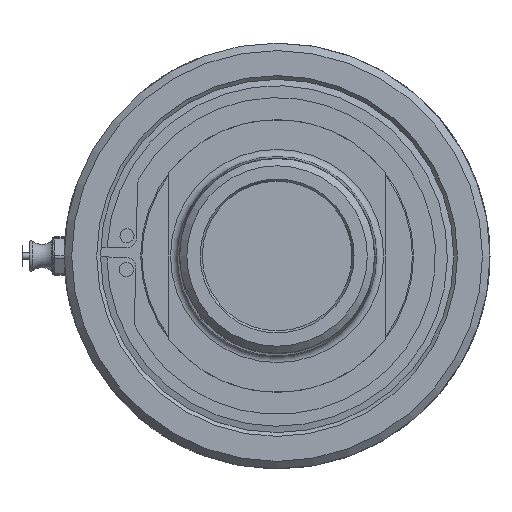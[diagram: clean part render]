
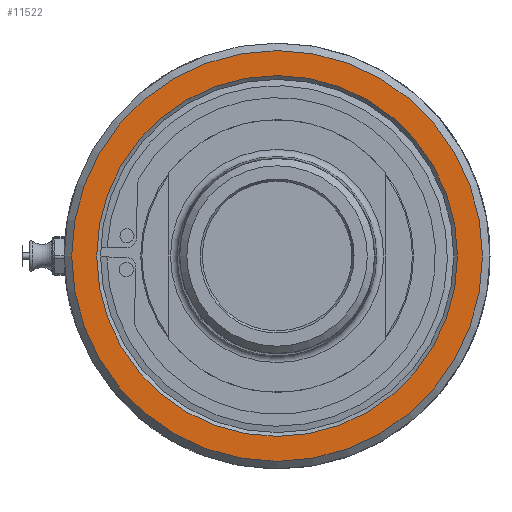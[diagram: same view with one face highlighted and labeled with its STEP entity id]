
A CAD part, left-side view. The second image highlights one B-rep face of the part: STEP entity #11522.
In plain terms, the highlighted planar face has unit normal (-1, 0, 0).
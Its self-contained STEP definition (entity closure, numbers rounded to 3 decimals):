
#1125=PLANE('',#12319);
#1240=FACE_BOUND('',#2989,.T.);
#2305=FACE_OUTER_BOUND('',#2988,.T.);
#2988=EDGE_LOOP('',(#10492));
#2989=EDGE_LOOP('',(#10493));
#3456=CIRCLE('',#12318,43.65);
#3457=CIRCLE('',#12320,38.34);
#5779=VERTEX_POINT('',#78288);
#5780=VERTEX_POINT('',#78292);
#7368=EDGE_CURVE('',#5779,#5779,#3456,.T.);
#7369=EDGE_CURVE('',#5780,#5780,#3457,.T.);
#10492=ORIENTED_EDGE('',*,*,#7368,.F.);
#10493=ORIENTED_EDGE('',*,*,#7369,.F.);
#11522=ADVANCED_FACE('',(#2305,#1240),#1125,.T.);
#12318=AXIS2_PLACEMENT_3D('',#78290,#14467,#14468);
#12319=AXIS2_PLACEMENT_3D('',#78291,#14469,#14470);
#12320=AXIS2_PLACEMENT_3D('',#78293,#14471,#14472);
#14467=DIRECTION('center_axis',(1.,0.,0.));
#14468=DIRECTION('ref_axis',(0.,0.,-1.));
#14469=DIRECTION('center_axis',(-1.,0.,0.));
#14470=DIRECTION('ref_axis',(0.,0.,1.));
#14471=DIRECTION('center_axis',(-1.,0.,0.));
#14472=DIRECTION('ref_axis',(0.,-1.,0.));
#78288=CARTESIAN_POINT('',(0.,0.,43.65));
#78290=CARTESIAN_POINT('Origin',(0.,0.,0.));
#78291=CARTESIAN_POINT('Origin',(0.,24.25,0.));
#78292=CARTESIAN_POINT('',(0.,38.34,0.));
#78293=CARTESIAN_POINT('Origin',(0.,0.,0.));
